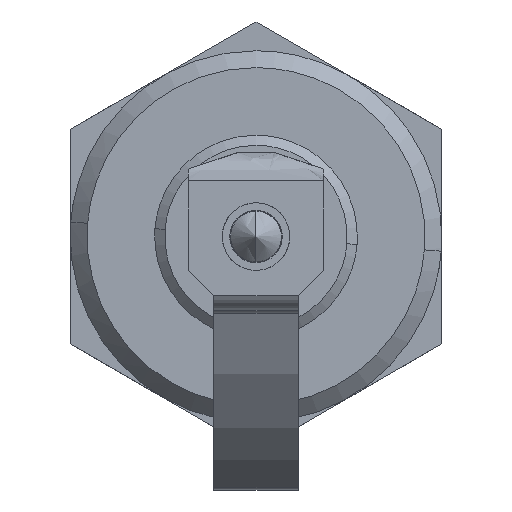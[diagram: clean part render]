
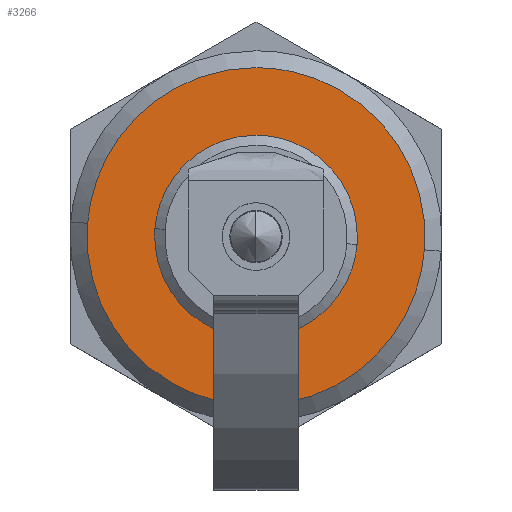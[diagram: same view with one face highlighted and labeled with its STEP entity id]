
A CAD part, front view. The second image highlights one B-rep face of the part: STEP entity #3266.
In plain terms, the highlighted free-form (B-spline) face has degree [1, 1] with [2, 2] control points.
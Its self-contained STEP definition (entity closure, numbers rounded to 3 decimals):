
#3087=CARTESIAN_POINT('',(5.982,-2.,-0.471));
#3088=VERTEX_POINT('',#3087);
#3094=CARTESIAN_POINT('',(0.,-2.0,6.));
#3095=VERTEX_POINT('',#3094);
#3096=CARTESIAN_POINT('',(5.982,-2.,-0.471));
#3097=CARTESIAN_POINT('',(6.,-2.,-0.236));
#3098=CARTESIAN_POINT('',(6.,-2.,0.));
#3099=CARTESIAN_POINT('',(6.,-2.,6.));
#3100=CARTESIAN_POINT('',(0.,-2.0,6.));
#3108=(BOUNDED_CURVE()B_SPLINE_CURVE(2,(#3096,#3097,#3098,#3099,#3100),.UNSPECIFIED.,.F.,.U.)B_SPLINE_CURVE_WITH_KNOTS((3,2,3),(0.736,0.75,1.0),.UNSPECIFIED.)CURVE()GEOMETRIC_REPRESENTATION_ITEM()RATIONAL_B_SPLINE_CURVE((0.97,0.984,1.0,0.707,1.0))REPRESENTATION_ITEM(''));
#3109=EDGE_CURVE('',#3088,#3095,#3108,.T.);
#3111=CARTESIAN_POINT('',(-5.982,-2.,0.471));
#3112=VERTEX_POINT('',#3111);
#3113=CARTESIAN_POINT('',(0.,-2.0,6.));
#3114=CARTESIAN_POINT('',(-5.546,-2.,6.));
#3115=CARTESIAN_POINT('',(-5.982,-2.,0.471));
#3123=(BOUNDED_CURVE()B_SPLINE_CURVE(2,(#3113,#3114,#3115),.UNSPECIFIED.,.F.,.U.)B_SPLINE_CURVE_WITH_KNOTS((3,3),(0.0,0.236),.UNSPECIFIED.)CURVE()GEOMETRIC_REPRESENTATION_ITEM()RATIONAL_B_SPLINE_CURVE((1.0,0.723,0.97))REPRESENTATION_ITEM(''));
#3124=EDGE_CURVE('',#3095,#3112,#3123,.T.);
#3154=CARTESIAN_POINT('',(0.,-2.0,-6.));
#3155=VERTEX_POINT('',#3154);
#3156=CARTESIAN_POINT('',(-5.982,-2.,0.471));
#3157=CARTESIAN_POINT('',(-6.,-2.,0.236));
#3158=CARTESIAN_POINT('',(-6.,-2.,0.));
#3159=CARTESIAN_POINT('',(-6.,-2.,-6.));
#3160=CARTESIAN_POINT('',(0.,-2.0,-6.));
#3168=(BOUNDED_CURVE()B_SPLINE_CURVE(2,(#3156,#3157,#3158,#3159,#3160),.UNSPECIFIED.,.F.,.U.)B_SPLINE_CURVE_WITH_KNOTS((3,2,3),(0.236,0.25,0.5),.UNSPECIFIED.)CURVE()GEOMETRIC_REPRESENTATION_ITEM()RATIONAL_B_SPLINE_CURVE((0.97,0.984,1.0,0.707,1.0))REPRESENTATION_ITEM(''));
#3169=EDGE_CURVE('',#3112,#3155,#3168,.T.);
#3171=CARTESIAN_POINT('',(0.,-2.0,-6.));
#3172=CARTESIAN_POINT('',(5.546,-2.,-6.));
#3173=CARTESIAN_POINT('',(5.982,-2.,-0.471));
#3181=(BOUNDED_CURVE()B_SPLINE_CURVE(2,(#3171,#3172,#3173),.UNSPECIFIED.,.F.,.U.)B_SPLINE_CURVE_WITH_KNOTS((3,3),(0.5,0.736),.UNSPECIFIED.)CURVE()GEOMETRIC_REPRESENTATION_ITEM()RATIONAL_B_SPLINE_CURVE((1.0,0.723,0.97))REPRESENTATION_ITEM(''));
#3182=EDGE_CURVE('',#3155,#3088,#3181,.T.);
#3189=CARTESIAN_POINT('',(10.996,-2.,10.999));
#3190=CARTESIAN_POINT('',(10.996,-2.,-10.999));
#3191=CARTESIAN_POINT('',(-10.996,-2.,10.999));
#3192=CARTESIAN_POINT('',(-10.996,-2.,-10.999));
#3193=B_SPLINE_SURFACE_WITH_KNOTS('',1,1,((#3189,#3191),(#3190,#3192)),.UNSPECIFIED.,.F.,.F.,.U.,(2,2),(2,2),(0.0,21.998),(0.0,21.992),.UNSPECIFIED.);
#3194=CARTESIAN_POINT('',(0.,-2.0,10.0));
#3195=VERTEX_POINT('',#3194);
#3196=CARTESIAN_POINT('',(-9.969,-2.,0.785));
#3197=VERTEX_POINT('',#3196);
#3198=CARTESIAN_POINT('',(0.,-2.0,10.0));
#3199=CARTESIAN_POINT('',(-9.244,-2.,10.));
#3200=CARTESIAN_POINT('',(-9.969,-2.,0.785));
#3208=(BOUNDED_CURVE()B_SPLINE_CURVE(2,(#3198,#3199,#3200),.UNSPECIFIED.,.F.,.U.)B_SPLINE_CURVE_WITH_KNOTS((3,3),(0.0,0.236),.UNSPECIFIED.)CURVE()GEOMETRIC_REPRESENTATION_ITEM()RATIONAL_B_SPLINE_CURVE((1.0,0.723,0.97))REPRESENTATION_ITEM(''));
#3209=EDGE_CURVE('',#3195,#3197,#3208,.T.);
#3210=ORIENTED_EDGE('',*,*,#3209,.T.);
#3211=CARTESIAN_POINT('',(0.,-2.0,-10.0));
#3212=VERTEX_POINT('',#3211);
#3213=CARTESIAN_POINT('',(-9.969,-2.,0.785));
#3214=CARTESIAN_POINT('',(-10.,-2.,0.393));
#3215=CARTESIAN_POINT('',(-10.,-2.,0.));
#3216=CARTESIAN_POINT('',(-10.,-2.,-10.));
#3217=CARTESIAN_POINT('',(0.,-2.0,-10.0));
#3225=(BOUNDED_CURVE()B_SPLINE_CURVE(2,(#3213,#3214,#3215,#3216,#3217),.UNSPECIFIED.,.F.,.U.)B_SPLINE_CURVE_WITH_KNOTS((3,2,3),(0.236,0.25,0.5),.UNSPECIFIED.)CURVE()GEOMETRIC_REPRESENTATION_ITEM()RATIONAL_B_SPLINE_CURVE((0.97,0.984,1.0,0.707,1.0))REPRESENTATION_ITEM(''));
#3226=EDGE_CURVE('',#3197,#3212,#3225,.T.);
#3227=ORIENTED_EDGE('',*,*,#3226,.T.);
#3228=CARTESIAN_POINT('',(9.969,-2.,-0.785));
#3229=VERTEX_POINT('',#3228);
#3230=CARTESIAN_POINT('',(0.,-2.0,-10.0));
#3231=CARTESIAN_POINT('',(9.244,-2.,-10.));
#3232=CARTESIAN_POINT('',(9.969,-2.,-0.785));
#3240=(BOUNDED_CURVE()B_SPLINE_CURVE(2,(#3230,#3231,#3232),.UNSPECIFIED.,.F.,.U.)B_SPLINE_CURVE_WITH_KNOTS((3,3),(0.5,0.736),.UNSPECIFIED.)CURVE()GEOMETRIC_REPRESENTATION_ITEM()RATIONAL_B_SPLINE_CURVE((1.0,0.723,0.97))REPRESENTATION_ITEM(''));
#3241=EDGE_CURVE('',#3212,#3229,#3240,.T.);
#3242=ORIENTED_EDGE('',*,*,#3241,.T.);
#3243=CARTESIAN_POINT('',(9.969,-2.,-0.785));
#3244=CARTESIAN_POINT('',(10.,-2.,-0.393));
#3245=CARTESIAN_POINT('',(10.,-2.,0.));
#3246=CARTESIAN_POINT('',(10.,-2.,10.));
#3247=CARTESIAN_POINT('',(0.,-2.0,10.0));
#3255=(BOUNDED_CURVE()B_SPLINE_CURVE(2,(#3243,#3244,#3245,#3246,#3247),.UNSPECIFIED.,.F.,.U.)B_SPLINE_CURVE_WITH_KNOTS((3,2,3),(0.736,0.75,1.0),.UNSPECIFIED.)CURVE()GEOMETRIC_REPRESENTATION_ITEM()RATIONAL_B_SPLINE_CURVE((0.97,0.984,1.0,0.707,1.0))REPRESENTATION_ITEM(''));
#3256=EDGE_CURVE('',#3229,#3195,#3255,.T.);
#3257=ORIENTED_EDGE('',*,*,#3256,.T.);
#3258=EDGE_LOOP('',(#3210,#3227,#3242,#3257));
#3259=FACE_OUTER_BOUND('',#3258,.T.);
#3260=ORIENTED_EDGE('',*,*,#3182,.F.);
#3261=ORIENTED_EDGE('',*,*,#3169,.F.);
#3262=ORIENTED_EDGE('',*,*,#3124,.F.);
#3263=ORIENTED_EDGE('',*,*,#3109,.F.);
#3264=EDGE_LOOP('',(#3260,#3261,#3262,#3263));
#3265=FACE_BOUND('',#3264,.T.);
#3266=ADVANCED_FACE('',(#3259,#3265),#3193,.F.);
